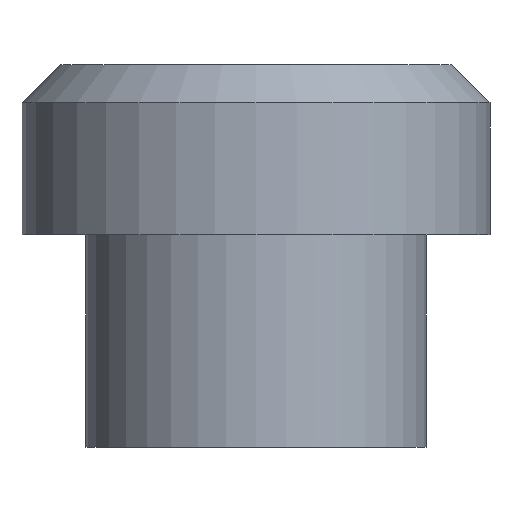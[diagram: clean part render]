
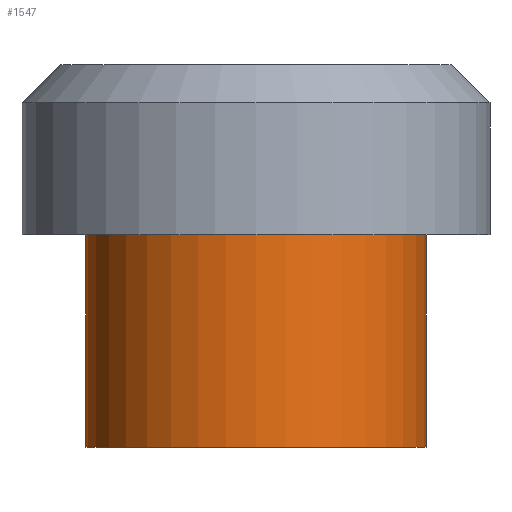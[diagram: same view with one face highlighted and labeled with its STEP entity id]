
A CAD part, front view. The second image highlights one B-rep face of the part: STEP entity #1547.
In plain terms, the highlighted cylindrical face has radius 2 mm (diameter 4 mm), a partial arc.
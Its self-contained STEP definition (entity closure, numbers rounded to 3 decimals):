
#31 = DIRECTION ( 'NONE',  ( 0., 0., -1. ) ) ;
#44 = CARTESIAN_POINT ( 'NONE',  ( -2., 0., -2. ) ) ;
#73 = VECTOR ( 'NONE', #1203, 1000. ) ;
#75 = FACE_OUTER_BOUND ( 'NONE', #1268, .T. ) ;
#195 = CARTESIAN_POINT ( 'NONE',  ( 2., 0., -2. ) ) ;
#210 = CARTESIAN_POINT ( 'NONE',  ( -2., 0., -4.5 ) ) ;
#214 = DIRECTION ( 'NONE',  ( 0., 0., -1. ) ) ;
#263 = EDGE_CURVE ( 'NONE', #811, #1672, #1176, .T. ) ;
#325 = ORIENTED_EDGE ( 'NONE', *, *, #1886, .F. ) ;
#353 = CYLINDRICAL_SURFACE ( 'NONE', #1775, 2. ) ;
#378 = DIRECTION ( 'NONE',  ( -1., 0., 0. ) ) ;
#502 = ORIENTED_EDGE ( 'NONE', *, *, #263, .F. ) ;
#517 = VECTOR ( 'NONE', #1474, 1000. ) ;
#598 = EDGE_CURVE ( 'NONE', #811, #1380, #1382, .T. ) ;
#614 = DIRECTION ( 'NONE',  ( -1., 0., 0. ) ) ;
#772 = CARTESIAN_POINT ( 'NONE',  ( 0., 0., -2. ) ) ;
#811 = VERTEX_POINT ( 'NONE', #1009 ) ;
#836 = ORIENTED_EDGE ( 'NONE', *, *, #598, .T. ) ;
#893 = AXIS2_PLACEMENT_3D ( 'NONE', #1477, #31, #614 ) ;
#1009 = CARTESIAN_POINT ( 'NONE',  ( 2., 0., -2. ) ) ;
#1024 = CARTESIAN_POINT ( 'NONE',  ( -2., 0., -2. ) ) ;
#1071 = EDGE_CURVE ( 'NONE', #1380, #1303, #1327, .T. ) ;
#1098 = CARTESIAN_POINT ( 'NONE',  ( 0., 0., -2. ) ) ;
#1114 = DIRECTION ( 'NONE',  ( 0., 0., -1. ) ) ;
#1176 = LINE ( 'NONE', #195, #517 ) ;
#1203 = DIRECTION ( 'NONE',  ( 0., 0., -1. ) ) ;
#1226 = AXIS2_PLACEMENT_3D ( 'NONE', #1098, #1114, #378 ) ;
#1268 = EDGE_LOOP ( 'NONE', ( #502, #836, #1423, #325 ) ) ;
#1303 = VERTEX_POINT ( 'NONE', #210 ) ;
#1327 = LINE ( 'NONE', #44, #73 ) ;
#1380 = VERTEX_POINT ( 'NONE', #1024 ) ;
#1382 = CIRCLE ( 'NONE', #1226, 2. ) ;
#1411 = CARTESIAN_POINT ( 'NONE',  ( 2., 0., -4.5 ) ) ;
#1423 = ORIENTED_EDGE ( 'NONE', *, *, #1071, .T. ) ;
#1474 = DIRECTION ( 'NONE',  ( 0., 0., -1. ) ) ;
#1477 = CARTESIAN_POINT ( 'NONE',  ( 0., 0., -4.5 ) ) ;
#1547 = ADVANCED_FACE ( 'NONE', ( #75 ), #353, .T. ) ;
#1672 = VERTEX_POINT ( 'NONE', #1411 ) ;
#1775 = AXIS2_PLACEMENT_3D ( 'NONE', #772, #214, #1794 ) ;
#1777 = CIRCLE ( 'NONE', #893, 2. ) ;
#1794 = DIRECTION ( 'NONE',  ( -1., 0., 0. ) ) ;
#1886 = EDGE_CURVE ( 'NONE', #1672, #1303, #1777, .T. ) ;
